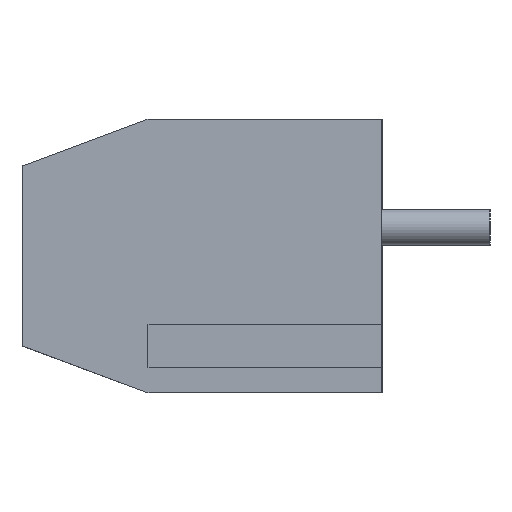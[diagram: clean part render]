
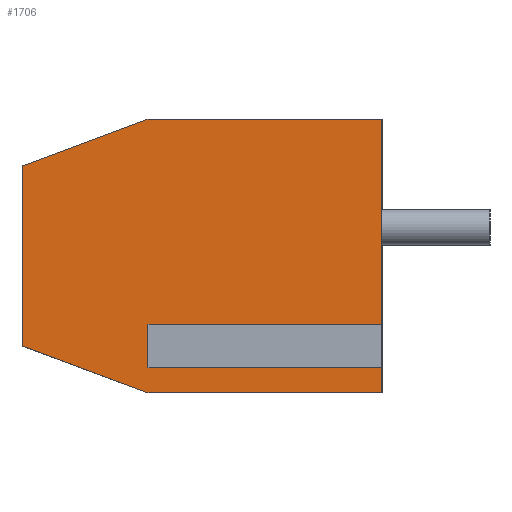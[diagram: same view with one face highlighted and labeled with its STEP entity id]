
A CAD part, left-side view. The second image highlights one B-rep face of the part: STEP entity #1706.
In plain terms, the highlighted planar face has unit normal (-1, 0, 0).
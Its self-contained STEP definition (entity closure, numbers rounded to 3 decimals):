
#76 = CARTESIAN_POINT ( 'NONE',  ( -5., 10., -3.8 ) ) ;
#106 = VECTOR ( 'NONE', #3417, 1000. ) ;
#180 = CARTESIAN_POINT ( 'NONE',  ( -5., 0., -2.882 ) ) ;
#191 = CARTESIAN_POINT ( 'NONE',  ( -5., 6.5, 3.8 ) ) ;
#209 = ORIENTED_EDGE ( 'NONE', *, *, #831, .F. ) ;
#214 = CARTESIAN_POINT ( 'NONE',  ( -5., 0., -2.118 ) ) ;
#248 = VECTOR ( 'NONE', #4140, 1000. ) ;
#261 = EDGE_CURVE ( 'NONE', #2440, #871, #3857, .T. ) ;
#277 = CARTESIAN_POINT ( 'NONE',  ( -5., 0., -3.8 ) ) ;
#343 = LINE ( 'NONE', #4707, #4186 ) ;
#427 = VECTOR ( 'NONE', #1085, 1000. ) ;
#831 = EDGE_CURVE ( 'NONE', #2808, #2367, #2365, .T. ) ;
#871 = VERTEX_POINT ( 'NONE', #3236 ) ;
#878 = LINE ( 'NONE', #3394, #1244 ) ;
#908 = ORIENTED_EDGE ( 'NONE', *, *, #2560, .T. ) ;
#980 = VECTOR ( 'NONE', #4510, 1000. ) ;
#1085 = DIRECTION ( 'NONE',  ( 0., -1., 0. ) ) ;
#1196 = EDGE_CURVE ( 'NONE', #1221, #4246, #4302, .T. ) ;
#1221 = VERTEX_POINT ( 'NONE', #1604 ) ;
#1229 = ORIENTED_EDGE ( 'NONE', *, *, #2499, .F. ) ;
#1244 = VECTOR ( 'NONE', #2300, 1000. ) ;
#1347 = CARTESIAN_POINT ( 'NONE',  ( -5., 6.5, -3.8 ) ) ;
#1397 = DIRECTION ( 'NONE',  ( 0., 0., -1. ) ) ;
#1405 = LINE ( 'NONE', #2158, #3573 ) ;
#1464 = CARTESIAN_POINT ( 'NONE',  ( -5., 6.5, -2.118 ) ) ;
#1469 = ORIENTED_EDGE ( 'NONE', *, *, #1848, .F. ) ;
#1508 = ORIENTED_EDGE ( 'NONE', *, *, #4584, .T. ) ;
#1604 = CARTESIAN_POINT ( 'NONE',  ( -5., 10., -2.5 ) ) ;
#1617 = LINE ( 'NONE', #3008, #980 ) ;
#1663 = ORIENTED_EDGE ( 'NONE', *, *, #2539, .F. ) ;
#1682 = DIRECTION ( 'NONE',  ( 0., -0.937, 0.348 ) ) ;
#1689 = ORIENTED_EDGE ( 'NONE', *, *, #1196, .F. ) ;
#1706 = ADVANCED_FACE ( 'NONE', ( #3804 ), #3797, .F. ) ;
#1743 = LINE ( 'NONE', #191, #2820 ) ;
#1848 = EDGE_CURVE ( 'NONE', #4246, #2440, #1743, .T. ) ;
#1849 = DIRECTION ( 'NONE',  ( 0., 0.937, 0.348 ) ) ;
#1997 = DIRECTION ( 'NONE',  ( 0., 0., -1. ) ) ;
#2158 = CARTESIAN_POINT ( 'NONE',  ( -5., 6.5, -2.118 ) ) ;
#2300 = DIRECTION ( 'NONE',  ( 0., 0., 1. ) ) ;
#2365 = LINE ( 'NONE', #4036, #427 ) ;
#2367 = VERTEX_POINT ( 'NONE', #180 ) ;
#2440 = VERTEX_POINT ( 'NONE', #4770 ) ;
#2499 = EDGE_CURVE ( 'NONE', #4754, #2808, #343, .T. ) ;
#2539 = EDGE_CURVE ( 'NONE', #2717, #1221, #3045, .T. ) ;
#2560 = EDGE_CURVE ( 'NONE', #4455, #2367, #4407, .T. ) ;
#2717 = VERTEX_POINT ( 'NONE', #1347 ) ;
#2808 = VERTEX_POINT ( 'NONE', #4715 ) ;
#2820 = VECTOR ( 'NONE', #1682, 1000. ) ;
#3008 = CARTESIAN_POINT ( 'NONE',  ( -5., 10., -3.8 ) ) ;
#3015 = CARTESIAN_POINT ( 'NONE',  ( -5., 10., -3.8 ) ) ;
#3045 = LINE ( 'NONE', #4009, #4616 ) ;
#3236 = CARTESIAN_POINT ( 'NONE',  ( -5., 0., 3.8 ) ) ;
#3394 = CARTESIAN_POINT ( 'NONE',  ( -5., 0., -3.8 ) ) ;
#3417 = DIRECTION ( 'NONE',  ( 0., 0., 1. ) ) ;
#3462 = EDGE_LOOP ( 'NONE', ( #209, #1229, #1508, #4507, #4229, #1469, #1689, #1663, #3484, #908 ) ) ;
#3473 = CARTESIAN_POINT ( 'NONE',  ( -5., 0., -3.8 ) ) ;
#3484 = ORIENTED_EDGE ( 'NONE', *, *, #3763, .T. ) ;
#3573 = VECTOR ( 'NONE', #4697, 1000. ) ;
#3694 = CARTESIAN_POINT ( 'NONE',  ( -5., 10., 2.5 ) ) ;
#3736 = CARTESIAN_POINT ( 'NONE',  ( -5., 10., 3.8 ) ) ;
#3763 = EDGE_CURVE ( 'NONE', #2717, #4455, #1617, .T. ) ;
#3793 = EDGE_CURVE ( 'NONE', #3942, #871, #878, .T. ) ;
#3797 = PLANE ( 'NONE',  #4096 ) ;
#3804 = FACE_OUTER_BOUND ( 'NONE', #3462, .T. ) ;
#3857 = LINE ( 'NONE', #3736, #248 ) ;
#3873 = VECTOR ( 'NONE', #4393, 1000. ) ;
#3942 = VERTEX_POINT ( 'NONE', #214 ) ;
#4009 = CARTESIAN_POINT ( 'NONE',  ( -5., 10., -2.5 ) ) ;
#4036 = CARTESIAN_POINT ( 'NONE',  ( -5., 6.5, -2.882 ) ) ;
#4096 = AXIS2_PLACEMENT_3D ( 'NONE', #76, #4573, #1997 ) ;
#4140 = DIRECTION ( 'NONE',  ( 0., -1., 0. ) ) ;
#4186 = VECTOR ( 'NONE', #1397, 1000. ) ;
#4229 = ORIENTED_EDGE ( 'NONE', *, *, #261, .F. ) ;
#4246 = VERTEX_POINT ( 'NONE', #3694 ) ;
#4302 = LINE ( 'NONE', #3015, #106 ) ;
#4393 = DIRECTION ( 'NONE',  ( 0., 0., 1. ) ) ;
#4407 = LINE ( 'NONE', #277, #3873 ) ;
#4455 = VERTEX_POINT ( 'NONE', #3473 ) ;
#4507 = ORIENTED_EDGE ( 'NONE', *, *, #3793, .T. ) ;
#4510 = DIRECTION ( 'NONE',  ( 0., -1., 0. ) ) ;
#4573 = DIRECTION ( 'NONE',  ( 1., 0., 0. ) ) ;
#4584 = EDGE_CURVE ( 'NONE', #4754, #3942, #1405, .T. ) ;
#4616 = VECTOR ( 'NONE', #1849, 1000. ) ;
#4697 = DIRECTION ( 'NONE',  ( 0., -1., 0. ) ) ;
#4707 = CARTESIAN_POINT ( 'NONE',  ( -5., 6.5, -2.882 ) ) ;
#4715 = CARTESIAN_POINT ( 'NONE',  ( -5., 6.5, -2.882 ) ) ;
#4754 = VERTEX_POINT ( 'NONE', #1464 ) ;
#4770 = CARTESIAN_POINT ( 'NONE',  ( -5., 6.5, 3.8 ) ) ;
